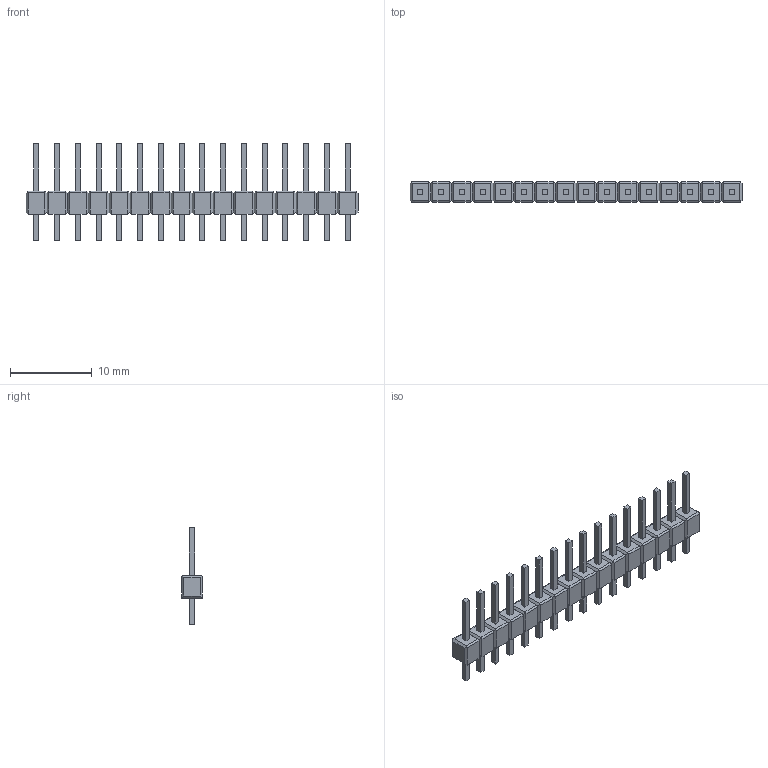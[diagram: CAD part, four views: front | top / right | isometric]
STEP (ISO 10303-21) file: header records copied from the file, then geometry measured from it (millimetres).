
FILE_DESCRIPTION((''),'2;1');
FILE_NAME('C-1-826936-6','2017-06-07T',('workeradm'),('Tyco Electronics Ltd.'),'CREO PARAMETRIC BY PTC INC, 2016050','CREO PARAMETRIC BY PTC INC, 2016050','');
FILE_SCHEMA(('AUTOMOTIVE_DESIGN { 1 0 10303 214 1 1 1 1 }'));
Length unit declared in the file: millimetre
Products named in the file (1): C-1-826936-6
Bounding box: 40.64 x 2.5 x 11.8 mm (x, y, z)
Volume: 331.1 mm3; surface area: 820.7 mm2
Topology: 1 solids, 1 shells, 386 faces, 932 edges, 580 vertices
Faces by surface type: plane 354, cylinder 32
Entity records: 10856 total; most frequent: CARTESIAN_POINT 2124, ORIENTED_EDGE 1864, DIRECTION 1576, EDGE_CURVE 932, VECTOR 804, LINE 804, VERTEX_POINT 580, EDGE_LOOP 418
